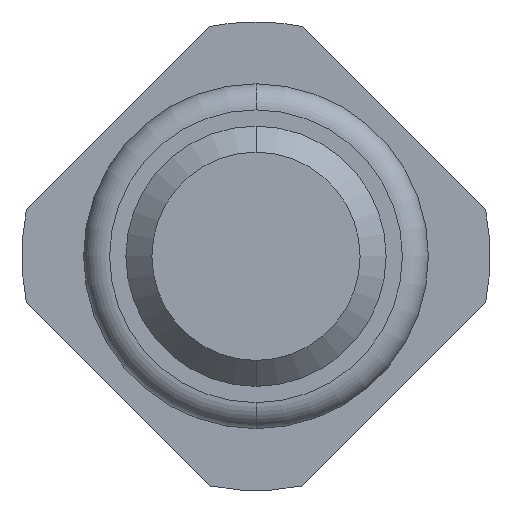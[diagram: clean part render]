
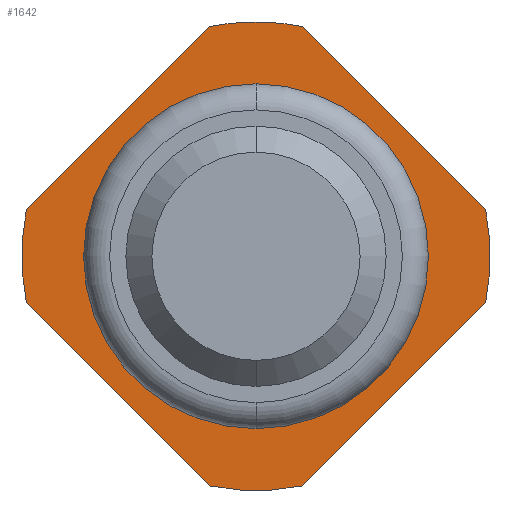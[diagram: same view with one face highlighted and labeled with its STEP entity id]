
A CAD part, front view. The second image highlights one B-rep face of the part: STEP entity #1642.
In plain terms, the highlighted planar face has unit normal (0, -1, 0).
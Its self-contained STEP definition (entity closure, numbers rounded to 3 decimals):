
#39 = DIRECTION ( 'NONE',  ( -0.707, 0., 0.707 ) ) ;
#63 = CARTESIAN_POINT ( 'NONE',  ( 0.357, -2., 1.764 ) ) ;
#91 = EDGE_CURVE ( 'Defeature ausgef�hrt2_18+Defeature ausgef�hrt2_0+Defeature ausgef�hrt2_2+Defeature ausgef�hrt2_1', #1347, #1714, #2979, .T. ) ;
#143 = ORIENTED_EDGE ( 'NONE', *, *, #1957, .F. ) ;
#315 = EDGE_CURVE ( 'Defeature ausgef�hrt2_0+Defeature ausgef�hrt2_12+Defeature ausgef�hrt2_12+Defeature ausgef�hrt2_12', #3123, #3880, #2124, .T. ) ;
#326 = CARTESIAN_POINT ( 'NONE',  ( -1.764, -2., -0.357 ) ) ;
#385 = DIRECTION ( 'NONE',  ( 0., 1., 0. ) ) ;
#397 = DIRECTION ( 'NONE',  ( 0., 0., 1. ) ) ;
#439 = CARTESIAN_POINT ( 'NONE',  ( 0., -2., 1.325 ) ) ;
#487 = CARTESIAN_POINT ( 'NONE',  ( 0., -2., -1.325 ) ) ;
#515 = EDGE_LOOP ( 'NONE', ( #3698, #1960, #2241, #573, #3638, #916, #3761, #2818, #143 ) ) ;
#519 = FACE_OUTER_BOUND ( 'NONE', #515, .T. ) ;
#573 = ORIENTED_EDGE ( 'NONE', *, *, #1462, .F. ) ;
#574 = DIRECTION ( 'NONE',  ( -0.707, 0., -0.707 ) ) ;
#580 = PLANE ( 'NONE',  #2957 ) ;
#604 = CARTESIAN_POINT ( 'NONE',  ( 0., -2., 0. ) ) ;
#736 = VECTOR ( 'NONE', #574, 1000. ) ;
#819 = AXIS2_PLACEMENT_3D ( 'NONE', #2400, #3977, #1173 ) ;
#820 = FACE_BOUND ( 'NONE', #1509, .T. ) ;
#840 = DIRECTION ( 'NONE',  ( 0., 1., 0. ) ) ;
#915 = CARTESIAN_POINT ( 'NONE',  ( 0.357, -2., -1.764 ) ) ;
#916 = ORIENTED_EDGE ( 'NONE', *, *, #3981, .F. ) ;
#950 = CIRCLE ( 'NONE', #819, 1.8 ) ;
#969 = EDGE_CURVE ( 'Defeature ausgef�hrt2_2+Defeature ausgef�hrt2_0+Defeature ausgef�hrt2_17+Defeature ausgef�hrt2_18', #3706, #1347, #3156, .T. ) ;
#978 = EDGE_CURVE ( 'Defeature ausgef�hrt2_15+Defeature ausgef�hrt2_0+Defeature ausgef�hrt2_1+Defeature ausgef�hrt2_4', #1286, #2103, #2116, .T. ) ;
#983 = CARTESIAN_POINT ( 'NONE',  ( 1.764, -2., 0.357 ) ) ;
#1013 = CIRCLE ( 'NONE', #2834, 1.8 ) ;
#1124 = DIRECTION ( 'NONE',  ( 0., 0., 1. ) ) ;
#1173 = DIRECTION ( 'NONE',  ( 0., 0., 1. ) ) ;
#1185 = DIRECTION ( 'NONE',  ( 0., 0., 1. ) ) ;
#1286 = VERTEX_POINT ( 'NONE', #1631 ) ;
#1302 = DIRECTION ( 'NONE',  ( 0., 0., 1. ) ) ;
#1347 = VERTEX_POINT ( 'NONE', #63 ) ;
#1406 = AXIS2_PLACEMENT_3D ( 'NONE', #1871, #3167, #1302 ) ;
#1429 = CARTESIAN_POINT ( 'NONE',  ( 1.961, -2., -0.161 ) ) ;
#1440 = DIRECTION ( 'NONE',  ( 0.707, 0., -0.707 ) ) ;
#1444 = VERTEX_POINT ( 'NONE', #2974 ) ;
#1449 = CARTESIAN_POINT ( 'NONE',  ( 0., -2., 0. ) ) ;
#1462 = EDGE_CURVE ( 'Defeature ausgef�hrt2_17+Defeature ausgef�hrt2_0+Defeature ausgef�hrt2_3+Defeature ausgef�hrt2_2', #2079, #1444, #1643, .T. ) ;
#1509 = EDGE_LOOP ( 'NONE', ( #2535, #3360 ) ) ;
#1631 = CARTESIAN_POINT ( 'NONE',  ( 1.764, -2., -0.357 ) ) ;
#1642 = ADVANCED_FACE ( 'Defeature ausgef�hrt2_0', ( #820, #519 ), #580, .F. ) ;
#1643 = LINE ( 'NONE', #2006, #2104 ) ;
#1714 = VERTEX_POINT ( 'NONE', #983 ) ;
#1760 = CARTESIAN_POINT ( 'NONE',  ( 1.8, -2., 0. ) ) ;
#1798 = DIRECTION ( 'NONE',  ( 0., 1., 0. ) ) ;
#1822 = DIRECTION ( 'NONE',  ( 0., 0., 1. ) ) ;
#1871 = CARTESIAN_POINT ( 'NONE',  ( 0., -2., 0. ) ) ;
#1926 = AXIS2_PLACEMENT_3D ( 'NONE', #604, #2740, #397 ) ;
#1957 = EDGE_CURVE ( 'Defeature ausgef�hrt2_1+Defeature ausgef�hrt2_0+Defeature ausgef�hrt2_18+Defeature ausgef�hrt2_15', #1714, #1286, #3510, .T. ) ;
#1960 = ORIENTED_EDGE ( 'NONE', *, *, #969, .F. ) ;
#2006 = CARTESIAN_POINT ( 'NONE',  ( -0.161, -2., 1.961 ) ) ;
#2079 = VERTEX_POINT ( 'NONE', #2218 ) ;
#2083 = EDGE_CURVE ( 'Defeature ausgef�hrt2_4+Defeature ausgef�hrt2_0+Defeature ausgef�hrt2_15+Defeature ausgef�hrt2_16', #2103, #2178, #2254, .T. ) ;
#2103 = VERTEX_POINT ( 'NONE', #915 ) ;
#2104 = VECTOR ( 'NONE', #3225, 1000. ) ;
#2116 = LINE ( 'NONE', #1429, #736 ) ;
#2124 = CIRCLE ( 'NONE', #1926, 1.325 ) ;
#2138 = VERTEX_POINT ( 'NONE', #326 ) ;
#2159 = DIRECTION ( 'NONE',  ( 0., 1., 0. ) ) ;
#2178 = VERTEX_POINT ( 'NONE', #2281 ) ;
#2218 = CARTESIAN_POINT ( 'NONE',  ( -1.764, -2., 0.357 ) ) ;
#2241 = ORIENTED_EDGE ( 'NONE', *, *, #2378, .F. ) ;
#2254 = CIRCLE ( 'NONE', #3308, 1.8 ) ;
#2281 = CARTESIAN_POINT ( 'NONE',  ( -0.357, -2., -1.764 ) ) ;
#2378 = EDGE_CURVE ( 'Defeature ausgef�hrt2_2+Defeature ausgef�hrt2_0+Defeature ausgef�hrt2_17+Defeature ausgef�hrt2_18', #1444, #3706, #950, .T. ) ;
#2400 = CARTESIAN_POINT ( 'NONE',  ( 0., -2., 0. ) ) ;
#2490 = DIRECTION ( 'NONE',  ( 0., 0., 1. ) ) ;
#2495 = AXIS2_PLACEMENT_3D ( 'NONE', #3985, #2728, #1124 ) ;
#2535 = ORIENTED_EDGE ( 'NONE', *, *, #3448, .T. ) ;
#2728 = DIRECTION ( 'NONE',  ( 0., 1., 0. ) ) ;
#2737 = VECTOR ( 'NONE', #39, 1000. ) ;
#2740 = DIRECTION ( 'NONE',  ( 0., 1., 0. ) ) ;
#2782 = CARTESIAN_POINT ( 'NONE',  ( -0.161, -2., -1.961 ) ) ;
#2818 = ORIENTED_EDGE ( 'NONE', *, *, #978, .F. ) ;
#2834 = AXIS2_PLACEMENT_3D ( 'NONE', #2875, #385, #2854 ) ;
#2854 = DIRECTION ( 'NONE',  ( 0., 0., 1. ) ) ;
#2875 = CARTESIAN_POINT ( 'NONE',  ( 0., -2., 0. ) ) ;
#2957 = AXIS2_PLACEMENT_3D ( 'NONE', #1760, #840, #1822 ) ;
#2974 = CARTESIAN_POINT ( 'NONE',  ( -0.357, -2., 1.764 ) ) ;
#2979 = LINE ( 'NONE', #3651, #3505 ) ;
#3123 = VERTEX_POINT ( 'NONE', #487 ) ;
#3151 = CARTESIAN_POINT ( 'NONE',  ( 0., -2., 0. ) ) ;
#3156 = CIRCLE ( 'NONE', #2495, 1.8 ) ;
#3167 = DIRECTION ( 'NONE',  ( 0., 1., 0. ) ) ;
#3172 = CIRCLE ( 'NONE', #1406, 1.325 ) ;
#3225 = DIRECTION ( 'NONE',  ( 0.707, 0., 0.707 ) ) ;
#3308 = AXIS2_PLACEMENT_3D ( 'NONE', #3151, #2159, #2490 ) ;
#3313 = AXIS2_PLACEMENT_3D ( 'NONE', #1449, #1798, #1185 ) ;
#3360 = ORIENTED_EDGE ( 'NONE', *, *, #315, .T. ) ;
#3367 = EDGE_CURVE ( 'Defeature ausgef�hrt2_3+Defeature ausgef�hrt2_0+Defeature ausgef�hrt2_16+Defeature ausgef�hrt2_17', #2138, #2079, #1013, .T. ) ;
#3411 = CARTESIAN_POINT ( 'NONE',  ( 0., -2., 1.8 ) ) ;
#3448 = EDGE_CURVE ( 'Defeature ausgef�hrt2_0+Defeature ausgef�hrt2_12+Defeature ausgef�hrt2_12+Defeature ausgef�hrt2_12', #3880, #3123, #3172, .T. ) ;
#3505 = VECTOR ( 'NONE', #1440, 1000. ) ;
#3510 = CIRCLE ( 'NONE', #3313, 1.8 ) ;
#3638 = ORIENTED_EDGE ( 'NONE', *, *, #3367, .F. ) ;
#3651 = CARTESIAN_POINT ( 'NONE',  ( 1.961, -2., 0.161 ) ) ;
#3698 = ORIENTED_EDGE ( 'NONE', *, *, #91, .F. ) ;
#3706 = VERTEX_POINT ( 'NONE', #3411 ) ;
#3761 = ORIENTED_EDGE ( 'NONE', *, *, #2083, .F. ) ;
#3769 = LINE ( 'NONE', #2782, #2737 ) ;
#3880 = VERTEX_POINT ( 'NONE', #439 ) ;
#3977 = DIRECTION ( 'NONE',  ( 0., 1., 0. ) ) ;
#3981 = EDGE_CURVE ( 'Defeature ausgef�hrt2_16+Defeature ausgef�hrt2_0+Defeature ausgef�hrt2_4+Defeature ausgef�hrt2_3', #2178, #2138, #3769, .T. ) ;
#3985 = CARTESIAN_POINT ( 'NONE',  ( 0., -2., 0. ) ) ;
